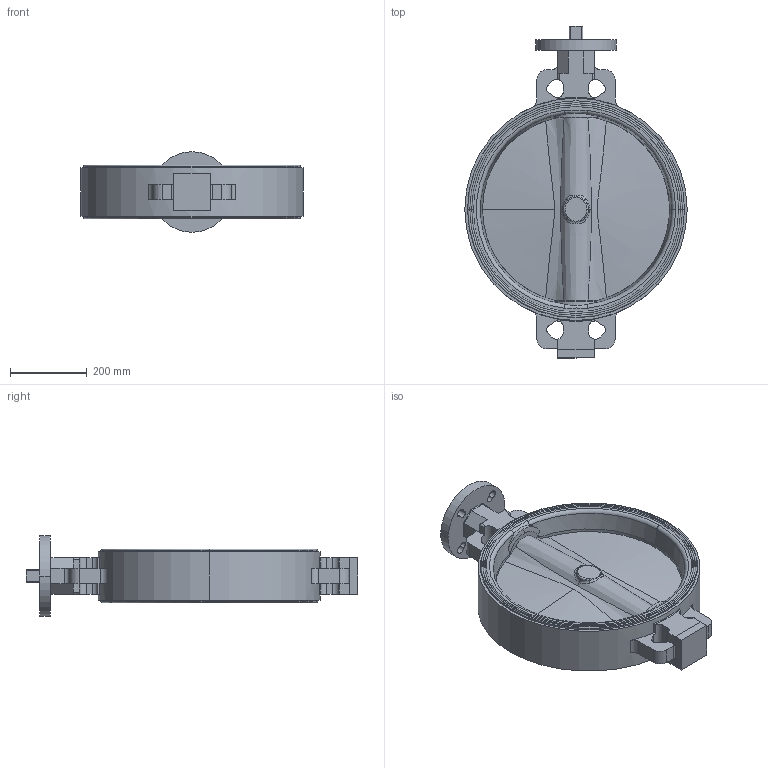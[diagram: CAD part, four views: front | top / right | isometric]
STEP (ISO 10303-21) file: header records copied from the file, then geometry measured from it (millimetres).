
FILE_DESCRIPTION (( 'STEP AP214' ), '1' );
FILE_NAME ('NS-2000-WAFER.step', '2019-03-07T21:01:31', ( '' ), ( '' ), 'SwSTEP 2.0', 'SolidWorks 2019', '' );
FILE_SCHEMA (( 'AUTOMOTIVE_DESIGN' ));
Length unit declared in the file: inch
Products named in the file (1): NS-2000-WAFER
Bounding box: 580 x 865.69 x 210 mm (x, y, z)
Surface area: 1258398.7 mm2 (no closed solid volume)
Topology: 0 solids, 7 shells, 237 faces, 715 edges, 472 vertices
Faces by surface type: plane 84, cylinder 83, torus 26, cone 24, bspline 20
Entity records: 17812 total; most frequent: CARTESIAN_POINT 8400, DIRECTION 1329, ORIENTED_EDGE 1288, EDGE_CURVE 715, AXIS2_PLACEMENT_3D 522, VERTEX_POINT 472, CIRCLE 304, LINE 285
